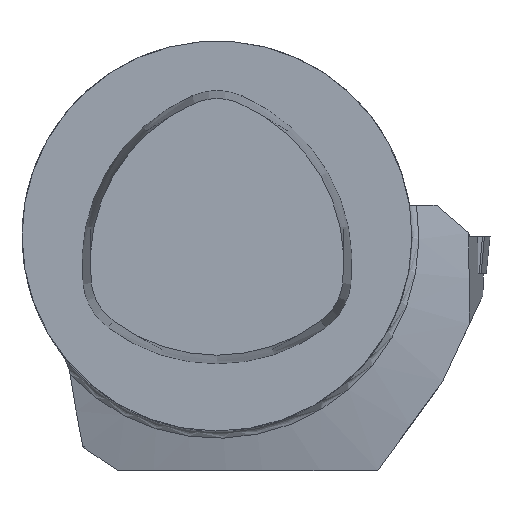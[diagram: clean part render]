
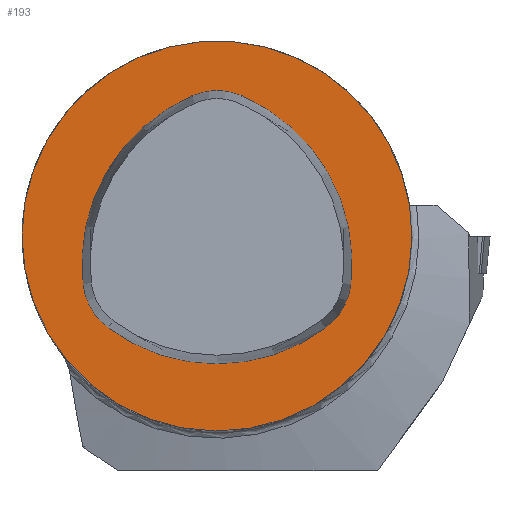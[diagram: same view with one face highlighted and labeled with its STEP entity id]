
A CAD part, top view. The second image highlights one B-rep face of the part: STEP entity #193.
In plain terms, the highlighted planar face has unit normal (0, 0, 1).
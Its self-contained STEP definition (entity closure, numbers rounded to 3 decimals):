
#120=FACE_BOUND('',#342,.T.);
#121=FACE_BOUND('',#343,.T.);
#130=CIRCLE('',#1108,25.);
#139=CIRCLE('',#1130,23.36);
#140=CIRCLE('',#1131,8.12);
#141=CIRCLE('',#1132,23.36);
#142=CIRCLE('',#1133,8.12);
#143=CIRCLE('',#1134,23.36);
#144=CIRCLE('',#1135,8.12);
#193=ADVANCED_FACE('',(#120,#121),#242,.T.);
#242=PLANE('',#1136);
#342=EDGE_LOOP('',(#484));
#343=EDGE_LOOP('',(#485,#486,#487,#488,#489,#490));
#484=ORIENTED_EDGE('',*,*,#786,.F.);
#485=ORIENTED_EDGE('',*,*,#811,.T.);
#486=ORIENTED_EDGE('',*,*,#812,.T.);
#487=ORIENTED_EDGE('',*,*,#813,.T.);
#488=ORIENTED_EDGE('',*,*,#814,.T.);
#489=ORIENTED_EDGE('',*,*,#815,.T.);
#490=ORIENTED_EDGE('',*,*,#816,.T.);
#689=VERTEX_POINT('',#1625);
#708=VERTEX_POINT('',#1696);
#709=VERTEX_POINT('',#1697);
#710=VERTEX_POINT('',#1699);
#711=VERTEX_POINT('',#1701);
#712=VERTEX_POINT('',#1703);
#713=VERTEX_POINT('',#1705);
#786=EDGE_CURVE('',#689,#689,#130,.T.);
#811=EDGE_CURVE('',#708,#709,#139,.T.);
#812=EDGE_CURVE('',#709,#710,#140,.T.);
#813=EDGE_CURVE('',#710,#711,#141,.T.);
#814=EDGE_CURVE('',#711,#712,#142,.T.);
#815=EDGE_CURVE('',#712,#713,#143,.T.);
#816=EDGE_CURVE('',#713,#708,#144,.T.);
#1108=AXIS2_PLACEMENT_3D('',#1624,#1264,#1265);
#1130=AXIS2_PLACEMENT_3D('',#1695,#1316,#1317);
#1131=AXIS2_PLACEMENT_3D('',#1698,#1318,#1319);
#1132=AXIS2_PLACEMENT_3D('',#1700,#1320,#1321);
#1133=AXIS2_PLACEMENT_3D('',#1702,#1322,#1323);
#1134=AXIS2_PLACEMENT_3D('',#1704,#1324,#1325);
#1135=AXIS2_PLACEMENT_3D('',#1706,#1326,#1327);
#1136=AXIS2_PLACEMENT_3D('',#1707,#1328,#1329);
#1264=DIRECTION('',(0.,0.,-1.));
#1265=DIRECTION('',(-1.,0.,0.));
#1316=DIRECTION('',(0.,0.,-1.));
#1317=DIRECTION('',(-1.,0.,0.));
#1318=DIRECTION('',(0.,0.,-1.));
#1319=DIRECTION('',(-1.,0.,0.));
#1320=DIRECTION('',(0.,0.,-1.));
#1321=DIRECTION('',(-1.,0.,0.));
#1322=DIRECTION('',(0.,0.,-1.));
#1323=DIRECTION('',(-1.,0.,0.));
#1324=DIRECTION('',(0.,0.,-1.));
#1325=DIRECTION('',(-1.,0.,0.));
#1326=DIRECTION('',(0.,0.,-1.));
#1327=DIRECTION('',(-1.,0.,0.));
#1328=DIRECTION('',(0.,0.,1.));
#1329=DIRECTION('',(1.,0.,0.));
#1624=CARTESIAN_POINT('',(0.,0.,0.));
#1625=CARTESIAN_POINT('',(-25.,0.,0.));
#1695=CARTESIAN_POINT('',(-6.045,-3.49,0.));
#1696=CARTESIAN_POINT('',(3.221,17.954,0.));
#1697=CARTESIAN_POINT('',(17.159,-6.188,0.));
#1698=CARTESIAN_POINT('',(9.093,-5.25,0.));
#1699=CARTESIAN_POINT('',(13.938,-11.766,0.));
#1700=CARTESIAN_POINT('',(0.,6.98,0.));
#1701=CARTESIAN_POINT('',(-13.938,-11.766,0.));
#1702=CARTESIAN_POINT('',(-9.093,-5.25,0.));
#1703=CARTESIAN_POINT('',(-17.159,-6.188,0.));
#1704=CARTESIAN_POINT('',(6.045,-3.49,0.));
#1705=CARTESIAN_POINT('',(-3.221,17.954,0.));
#1706=CARTESIAN_POINT('',(0.,10.5,0.));
#1707=CARTESIAN_POINT('',(0.,0.,0.));
